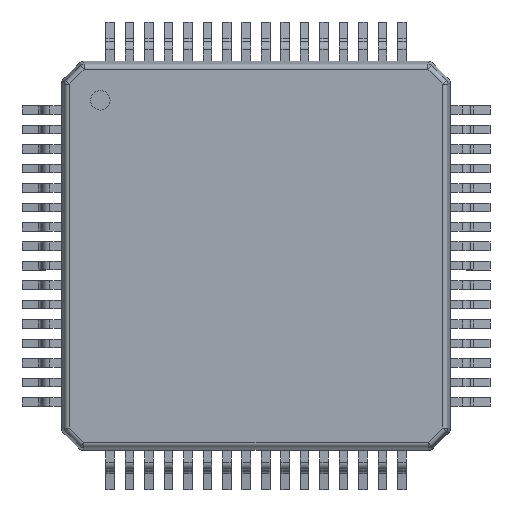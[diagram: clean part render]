
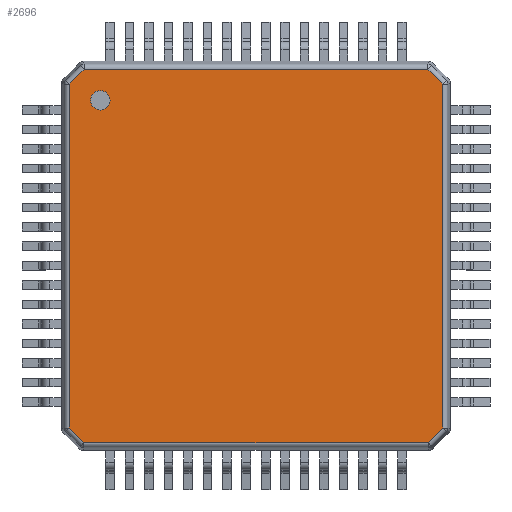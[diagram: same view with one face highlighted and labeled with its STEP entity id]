
A CAD part, top view. The second image highlights one B-rep face of the part: STEP entity #2696.
In plain terms, the highlighted face is planar.
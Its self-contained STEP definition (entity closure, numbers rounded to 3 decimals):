
#28=CARTESIAN_POINT('',(-4.,0.438,-4.));
#29=DIRECTION('',(0.,1.,0.));
#30=DIRECTION('',(1.,0.,0.));
#31=AXIS2_PLACEMENT_3D('',#28,#29,#30);
#37=CARTESIAN_POINT('',(-4.,0.438,-4.));
#38=DIRECTION('',(0.,1.,0.));
#39=DIRECTION('',(-1.,0.,0.));
#40=AXIS2_PLACEMENT_3D('',#37,#38,#39);
#45=DIRECTION('',(0.,0.,1.));
#46=VECTOR('',#45,8.842);
#47=CARTESIAN_POINT('',(-4.804,0.438,-4.419));
#48=LINE('',#47,#46);
#167=DIRECTION('',(-0.707,0.,-0.707));
#168=VECTOR('',#167,0.539);
#169=CARTESIAN_POINT('',(-4.423,0.438,4.804));
#170=LINE('',#169,#168);
#198=DIRECTION('',(1.,0.,0.));
#199=VECTOR('',#198,8.846);
#200=CARTESIAN_POINT('',(-4.423,0.438,4.804));
#201=LINE('',#200,#199);
#243=DIRECTION('',(-0.707,0.,0.707));
#244=VECTOR('',#243,0.539);
#245=CARTESIAN_POINT('',(4.804,0.438,4.423));
#246=LINE('',#245,#244);
#351=DIRECTION('',(0.,0.,-1.));
#352=VECTOR('',#351,8.842);
#353=CARTESIAN_POINT('',(4.804,0.438,4.423));
#354=LINE('',#353,#352);
#396=DIRECTION('',(0.707,0.,0.707));
#397=VECTOR('',#396,0.545);
#398=CARTESIAN_POINT('',(4.419,0.438,-4.804));
#399=LINE('',#398,#397);
#504=DIRECTION('',(-1.,0.,0.));
#505=VECTOR('',#504,8.838);
#506=CARTESIAN_POINT('',(4.419,0.438,-4.804));
#507=LINE('',#506,#505);
#549=DIRECTION('',(0.707,0.,-0.707));
#550=VECTOR('',#549,0.545);
#551=CARTESIAN_POINT('',(-4.804,0.438,-4.419));
#552=LINE('',#551,#550);
#2307=CARTESIAN_POINT('',(-4.804,0.438,-4.419));
#2308=CARTESIAN_POINT('',(-4.804,0.438,4.423));
#2309=VERTEX_POINT('',#2307);
#2310=VERTEX_POINT('',#2308);
#2319=CARTESIAN_POINT('',(-4.419,0.438,-4.804));
#2320=VERTEX_POINT('',#2319);
#2321=CARTESIAN_POINT('',(4.419,0.438,-4.804));
#2322=VERTEX_POINT('',#2321);
#2331=CARTESIAN_POINT('',(4.804,0.438,-4.419));
#2332=VERTEX_POINT('',#2331);
#2333=CARTESIAN_POINT('',(4.804,0.438,4.423));
#2334=VERTEX_POINT('',#2333);
#2343=CARTESIAN_POINT('',(4.423,0.438,4.804));
#2344=VERTEX_POINT('',#2343);
#2345=CARTESIAN_POINT('',(-4.423,0.438,4.804));
#2346=VERTEX_POINT('',#2345);
#2471=CARTESIAN_POINT('',(-3.75,0.438,-4.));
#2472=CARTESIAN_POINT('',(-4.25,0.438,-4.));
#2473=VERTEX_POINT('',#2471);
#2474=VERTEX_POINT('',#2472);
#2667=CARTESIAN_POINT('',(0.,0.438,0.));
#2668=DIRECTION('',(0.,1.,0.));
#2669=DIRECTION('',(1.,0.,0.));
#2670=AXIS2_PLACEMENT_3D('',#2667,#2668,#2669);
#2671=PLANE('',#2670);
#2673=ORIENTED_EDGE('',*,*,#2672,.F.);
#2675=ORIENTED_EDGE('',*,*,#2674,.T.);
#2677=ORIENTED_EDGE('',*,*,#2676,.F.);
#2679=ORIENTED_EDGE('',*,*,#2678,.T.);
#2681=ORIENTED_EDGE('',*,*,#2680,.F.);
#2683=ORIENTED_EDGE('',*,*,#2682,.T.);
#2685=ORIENTED_EDGE('',*,*,#2684,.F.);
#2687=ORIENTED_EDGE('',*,*,#2686,.T.);
#2688=EDGE_LOOP('',(#2673,#2675,#2677,#2679,#2681,#2683,#2685,#2687));
#2689=FACE_OUTER_BOUND('',#2688,.F.);
#2691=ORIENTED_EDGE('',*,*,#2690,.T.);
#2693=ORIENTED_EDGE('',*,*,#2692,.T.);
#2694=EDGE_LOOP('',(#2691,#2693));
#2695=FACE_BOUND('',#2694,.F.);
#32=CIRCLE('',#31,0.25);
#41=CIRCLE('',#40,0.25);
#2672=EDGE_CURVE('',#2309,#2310,#48,.T.);
#2674=EDGE_CURVE('',#2309,#2320,#552,.T.);
#2676=EDGE_CURVE('',#2322,#2320,#507,.T.);
#2678=EDGE_CURVE('',#2322,#2332,#399,.T.);
#2680=EDGE_CURVE('',#2334,#2332,#354,.T.);
#2682=EDGE_CURVE('',#2334,#2344,#246,.T.);
#2684=EDGE_CURVE('',#2346,#2344,#201,.T.);
#2686=EDGE_CURVE('',#2346,#2310,#170,.T.);
#2690=EDGE_CURVE('',#2473,#2474,#32,.T.);
#2692=EDGE_CURVE('',#2474,#2473,#41,.T.);
#2696=ADVANCED_FACE('',(#2689,#2695),#2671,.T.);
